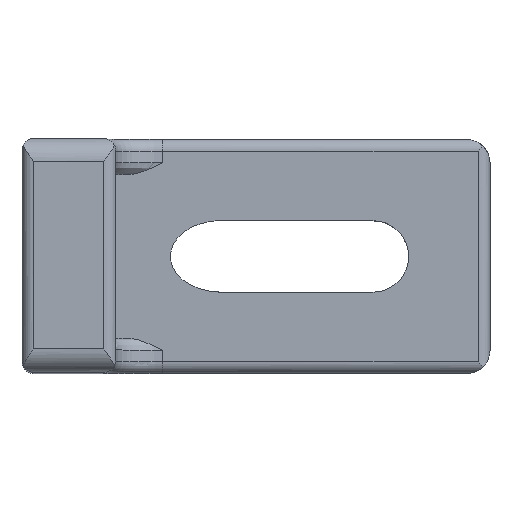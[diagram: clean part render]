
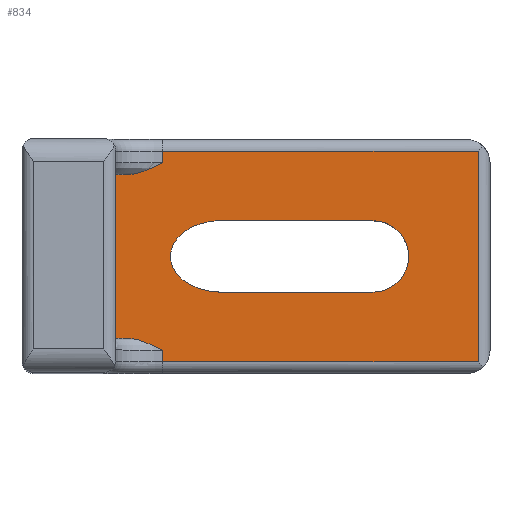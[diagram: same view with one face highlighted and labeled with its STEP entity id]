
A CAD part, top view. The second image highlights one B-rep face of the part: STEP entity #834.
In plain terms, the highlighted planar face has unit normal (0, 0, 1).
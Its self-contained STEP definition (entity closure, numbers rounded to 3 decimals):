
#18=FACE_BOUND('',#131,.T.);
#43=B_SPLINE_CURVE_WITH_KNOTS('',3,(#1230,#1231,#1232,#1233),
 .UNSPECIFIED.,.F.,.F.,(4,4),(0.,0.303),.UNSPECIFIED.);
#46=B_SPLINE_CURVE_WITH_KNOTS('',3,(#1276,#1277,#1278,#1279),
 .UNSPECIFIED.,.F.,.F.,(4,4),(0.675,0.979),
 .UNSPECIFIED.);
#86=FACE_OUTER_BOUND('',#130,.T.);
#130=EDGE_LOOP('',(#625,#626,#627,#628,#629,#630,#631,#632,#633,#634));
#131=EDGE_LOOP('',(#635,#636,#637,#638));
#176=CIRCLE('',#903,3.05);
#184=ELLIPSE('',#902,4.313,3.05);
#214=LINE('',#1244,#283);
#223=LINE('',#1286,#292);
#224=LINE('',#1294,#293);
#232=LINE('',#1318,#301);
#233=LINE('',#1321,#302);
#234=LINE('',#1334,#303);
#235=LINE('',#1335,#304);
#236=LINE('',#1336,#305);
#237=LINE('',#1341,#306);
#238=LINE('',#1344,#307);
#283=VECTOR('',#992,1.);
#292=VECTOR('',#1023,1.);
#293=VECTOR('',#1034,1.);
#301=VECTOR('',#1050,1.);
#302=VECTOR('',#1053,27.);
#303=VECTOR('',#1058,27.);
#304=VECTOR('',#1059,18.);
#305=VECTOR('',#1060,14.);
#306=VECTOR('',#1063,13.);
#307=VECTOR('',#1066,13.);
#359=VERTEX_POINT('',#1228);
#360=VERTEX_POINT('',#1229);
#363=VERTEX_POINT('',#1243);
#374=VERTEX_POINT('',#1273);
#375=VERTEX_POINT('',#1275);
#377=VERTEX_POINT('',#1284);
#379=VERTEX_POINT('',#1293);
#385=VERTEX_POINT('',#1316);
#386=VERTEX_POINT('',#1320);
#388=VERTEX_POINT('',#1333);
#389=VERTEX_POINT('',#1337);
#390=VERTEX_POINT('',#1338);
#391=VERTEX_POINT('',#1340);
#392=VERTEX_POINT('',#1342);
#443=EDGE_CURVE('',#359,#360,#43,.F.);
#447=EDGE_CURVE('',#363,#360,#214,.T.);
#461=EDGE_CURVE('',#374,#375,#46,.F.);
#465=EDGE_CURVE('',#374,#377,#223,.T.);
#469=EDGE_CURVE('',#379,#375,#224,.T.);
#479=EDGE_CURVE('',#359,#385,#232,.T.);
#480=EDGE_CURVE('',#386,#363,#233,.T.);
#483=EDGE_CURVE('',#377,#388,#234,.T.);
#484=EDGE_CURVE('',#388,#386,#235,.T.);
#485=EDGE_CURVE('',#379,#385,#236,.T.);
#486=EDGE_CURVE('',#389,#390,#184,.T.);
#487=EDGE_CURVE('',#390,#391,#237,.T.);
#488=EDGE_CURVE('',#391,#392,#176,.T.);
#489=EDGE_CURVE('',#392,#389,#238,.T.);
#625=ORIENTED_EDGE('',*,*,#465,.T.);
#626=ORIENTED_EDGE('',*,*,#483,.T.);
#627=ORIENTED_EDGE('',*,*,#484,.T.);
#628=ORIENTED_EDGE('',*,*,#480,.T.);
#629=ORIENTED_EDGE('',*,*,#447,.T.);
#630=ORIENTED_EDGE('',*,*,#443,.F.);
#631=ORIENTED_EDGE('',*,*,#479,.T.);
#632=ORIENTED_EDGE('',*,*,#485,.F.);
#633=ORIENTED_EDGE('',*,*,#469,.T.);
#634=ORIENTED_EDGE('',*,*,#461,.F.);
#635=ORIENTED_EDGE('',*,*,#486,.T.);
#636=ORIENTED_EDGE('',*,*,#487,.T.);
#637=ORIENTED_EDGE('',*,*,#488,.T.);
#638=ORIENTED_EDGE('',*,*,#489,.T.);
#809=PLANE('',#901);
#834=ADVANCED_FACE('',(#86,#18),#809,.T.);
#901=AXIS2_PLACEMENT_3D('',#1332,#1056,#1057);
#902=AXIS2_PLACEMENT_3D('',#1339,#1061,#1062);
#903=AXIS2_PLACEMENT_3D('',#1343,#1064,#1065);
#992=DIRECTION('',(0.,-1.,0.));
#1023=DIRECTION('',(0.,-1.,0.));
#1034=DIRECTION('',(1.,0.,0.));
#1050=DIRECTION('',(-1.,0.,0.));
#1053=DIRECTION('',(-1.,0.,0.));
#1056=DIRECTION('center_axis',(0.,0.,1.));
#1057=DIRECTION('ref_axis',(1.,0.,0.));
#1058=DIRECTION('',(1.,0.,0.));
#1059=DIRECTION('',(0.,1.,0.));
#1060=DIRECTION('',(0.,1.,0.));
#1061=DIRECTION('center_axis',(0.,0.,-1.));
#1062=DIRECTION('ref_axis',(1.,0.,0.));
#1063=DIRECTION('',(1.,0.,0.));
#1064=DIRECTION('center_axis',(0.,0.,-1.));
#1065=DIRECTION('ref_axis',(1.,0.,0.));
#1066=DIRECTION('',(-1.,0.,0.));
#1228=CARTESIAN_POINT('',(9.,7.,8.));
#1229=CARTESIAN_POINT('',(12.,8.,8.));
#1230=CARTESIAN_POINT('Ctrl Pts',(12.,8.,8.));
#1231=CARTESIAN_POINT('Ctrl Pts',(11.095,7.548,8.));
#1232=CARTESIAN_POINT('Ctrl Pts',(10.012,7.,8.));
#1233=CARTESIAN_POINT('Ctrl Pts',(9.,7.,8.));
#1243=CARTESIAN_POINT('',(12.,9.,8.));
#1244=CARTESIAN_POINT('',(12.,5.,8.));
#1273=CARTESIAN_POINT('',(12.,-8.,8.));
#1275=CARTESIAN_POINT('',(9.,-7.,8.));
#1276=CARTESIAN_POINT('Ctrl Pts',(9.,-7.,8.));
#1277=CARTESIAN_POINT('Ctrl Pts',(10.012,-7.,8.));
#1278=CARTESIAN_POINT('Ctrl Pts',(11.095,-7.548,8.));
#1279=CARTESIAN_POINT('Ctrl Pts',(12.,-8.,8.));
#1284=CARTESIAN_POINT('',(12.,-9.,8.));
#1286=CARTESIAN_POINT('',(12.,-5.,8.));
#1293=CARTESIAN_POINT('',(8.,-7.,8.));
#1294=CARTESIAN_POINT('',(15.936,-7.,8.));
#1316=CARTESIAN_POINT('',(8.,7.,8.));
#1318=CARTESIAN_POINT('',(15.936,7.,8.));
#1320=CARTESIAN_POINT('',(39.,9.,8.));
#1321=CARTESIAN_POINT('',(23.5,9.,8.));
#1332=CARTESIAN_POINT('Origin',(24.,0.,8.));
#1333=CARTESIAN_POINT('',(39.,-9.,8.));
#1334=CARTESIAN_POINT('',(23.5,-9.,8.));
#1335=CARTESIAN_POINT('',(39.,0.,8.));
#1336=CARTESIAN_POINT('',(8.,0.,8.));
#1337=CARTESIAN_POINT('',(17.,-3.05,8.));
#1338=CARTESIAN_POINT('',(17.,3.05,8.));
#1339=CARTESIAN_POINT('Origin',(17.,0.,8.));
#1340=CARTESIAN_POINT('',(30.,3.05,8.));
#1341=CARTESIAN_POINT('',(23.75,3.05,8.));
#1342=CARTESIAN_POINT('',(30.,-3.05,8.));
#1343=CARTESIAN_POINT('Origin',(30.,0.,8.));
#1344=CARTESIAN_POINT('',(23.75,-3.05,8.));
